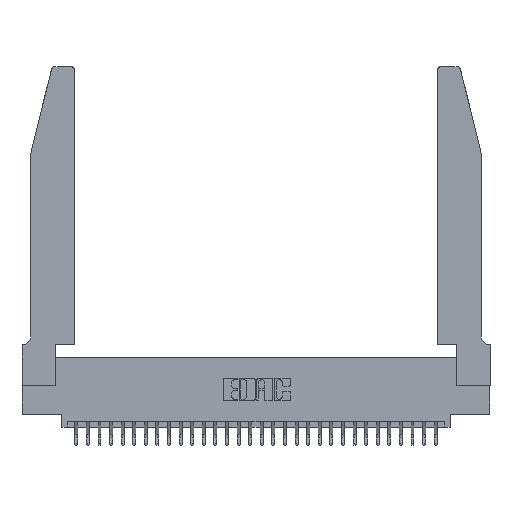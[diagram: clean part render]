
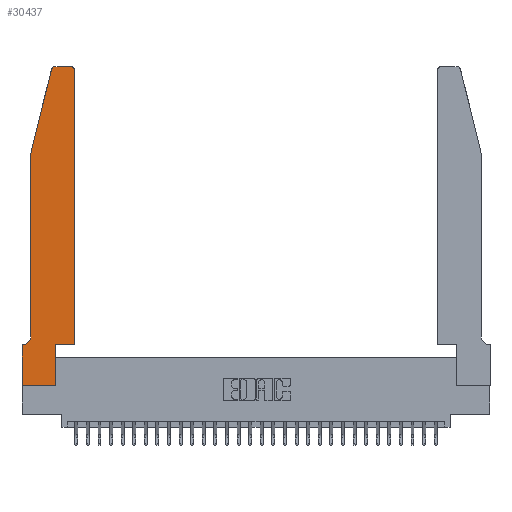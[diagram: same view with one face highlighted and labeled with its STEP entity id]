
A CAD part, top view. The second image highlights one B-rep face of the part: STEP entity #30437.
In plain terms, the highlighted planar face has unit normal (0, 0, 1).
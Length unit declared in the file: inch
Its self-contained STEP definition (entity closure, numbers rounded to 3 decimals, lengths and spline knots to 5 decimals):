
#588 = VERTEX_POINT ( 'NONE', #9198 ) ;
#1175 = VERTEX_POINT ( 'NONE', #5354 ) ;
#1274 = VERTEX_POINT ( 'NONE', #25434 ) ;
#1548 = VECTOR ( 'NONE', #4578, 39.37008 ) ;
#1716 = EDGE_CURVE ( 'NONE', #23178, #1175, #24437, .T. ) ;
#1814 = CARTESIAN_POINT ( 'NONE',  ( 0.284, 2.72, 0.37 ) ) ;
#1877 = ORIENTED_EDGE ( 'NONE', *, *, #2792, .T. ) ;
#1913 = EDGE_LOOP ( 'NONE', ( #26364, #26869, #6914, #8984, #26725, #11730, #1877, #15554, #30780, #6269, #30614, #5867 ) ) ;
#2052 = DIRECTION ( 'NONE',  ( 0., -1., 0. ) ) ;
#2705 = EDGE_CURVE ( 'NONE', #18739, #588, #24767, .T. ) ;
#2792 = EDGE_CURVE ( 'NONE', #27976, #18739, #9531, .T. ) ;
#3390 = CARTESIAN_POINT ( 'NONE',  ( 0.2865, 0.35, 0.37 ) ) ;
#3738 = CARTESIAN_POINT ( 'NONE',  ( 0.4505, 0.35, 0.37 ) ) ;
#3925 = VECTOR ( 'NONE', #19091, 39.37008 ) ;
#4270 = VERTEX_POINT ( 'NONE', #22578 ) ;
#4297 = DIRECTION ( 'NONE',  ( 1., 0., 0. ) ) ;
#4356 = CARTESIAN_POINT ( 'NONE',  ( 0.25487, 2.72718, 0.37 ) ) ;
#4578 = DIRECTION ( 'NONE',  ( -1., 0., 0. ) ) ;
#4753 = LINE ( 'NONE', #31264, #29144 ) ;
#4965 = VECTOR ( 'NONE', #10486, 39.37008 ) ;
#5302 = VECTOR ( 'NONE', #21077, 39.37008 ) ;
#5354 = CARTESIAN_POINT ( 'NONE',  ( 0.4505, 2.72, 0.37 ) ) ;
#5568 = PLANE ( 'NONE',  #10117 ) ;
#5630 = AXIS2_PLACEMENT_3D ( 'NONE', #22474, #7880, #24927 ) ;
#5867 = ORIENTED_EDGE ( 'NONE', *, *, #22594, .T. ) ;
#5868 = DIRECTION ( 'NONE',  ( 0., 1., 0. ) ) ;
#6269 = ORIENTED_EDGE ( 'NONE', *, *, #31198, .T. ) ;
#6914 = ORIENTED_EDGE ( 'NONE', *, *, #17648, .T. ) ;
#6976 = CIRCLE ( 'NONE', #8833, 0.03 ) ;
#6984 = VECTOR ( 'NONE', #5868, 39.37008 ) ;
#7089 = EDGE_CURVE ( 'NONE', #7746, #12850, #16175, .T. ) ;
#7422 = EDGE_CURVE ( 'NONE', #588, #4270, #19937, .T. ) ;
#7746 = VERTEX_POINT ( 'NONE', #11839 ) ;
#7880 = DIRECTION ( 'NONE',  ( 0., 0., -1. ) ) ;
#8032 = DIRECTION ( 'NONE',  ( 1., 0., 0. ) ) ;
#8049 = EDGE_CURVE ( 'NONE', #26231, #27976, #8870, .T. ) ;
#8272 = EDGE_CURVE ( 'NONE', #30294, #26231, #21437, .T. ) ;
#8743 = DIRECTION ( 'NONE',  ( 1., 0., 0. ) ) ;
#8833 = AXIS2_PLACEMENT_3D ( 'NONE', #1814, #18917, #4297 ) ;
#8870 = LINE ( 'NONE', #9510, #1548 ) ;
#8984 = ORIENTED_EDGE ( 'NONE', *, *, #16081, .T. ) ;
#9198 = CARTESIAN_POINT ( 'NONE',  ( 0.2865, 0., 0.37 ) ) ;
#9510 = CARTESIAN_POINT ( 'NONE',  ( 0.0755, 0.35, 0.37 ) ) ;
#9531 = LINE ( 'NONE', #30935, #28195 ) ;
#10117 = AXIS2_PLACEMENT_3D ( 'NONE', #24864, #22629, #8032 ) ;
#10486 = DIRECTION ( 'NONE',  ( 0., 1., 0. ) ) ;
#11730 = ORIENTED_EDGE ( 'NONE', *, *, #8049, .T. ) ;
#11839 = CARTESIAN_POINT ( 'NONE',  ( 0.4205, 2.75, 0.37 ) ) ;
#12850 = VERTEX_POINT ( 'NONE', #29096 ) ;
#13405 = DIRECTION ( 'NONE',  ( 0., 0., 1. ) ) ;
#15554 = ORIENTED_EDGE ( 'NONE', *, *, #2705, .T. ) ;
#16081 = EDGE_CURVE ( 'NONE', #1274, #30294, #4753, .T. ) ;
#16175 = LINE ( 'NONE', #28896, #3925 ) ;
#16881 = CARTESIAN_POINT ( 'NONE',  ( 0.0755, 2., 0.37 ) ) ;
#17648 = EDGE_CURVE ( 'NONE', #28824, #1274, #19525, .T. ) ;
#18739 = VERTEX_POINT ( 'NONE', #28206 ) ;
#18762 = VECTOR ( 'NONE', #28998, 39.37008 ) ;
#18917 = DIRECTION ( 'NONE',  ( 0., 0., 1. ) ) ;
#19091 = DIRECTION ( 'NONE',  ( -1., 0., 0. ) ) ;
#19343 = VECTOR ( 'NONE', #8743, 39.37008 ) ;
#19525 = LINE ( 'NONE', #16881, #18762 ) ;
#19937 = LINE ( 'NONE', #3390, #6984 ) ;
#21077 = DIRECTION ( 'NONE',  ( 1., 0., 0. ) ) ;
#21437 = CIRCLE ( 'NONE', #5630, 0.07 ) ;
#22280 = CARTESIAN_POINT ( 'NONE',  ( 0.4505, 0.35, 0.37 ) ) ;
#22474 = CARTESIAN_POINT ( 'NONE',  ( 0.0055, 0.42, 0.37 ) ) ;
#22578 = CARTESIAN_POINT ( 'NONE',  ( 0.2865, 0.35, 0.37 ) ) ;
#22594 = EDGE_CURVE ( 'NONE', #1175, #7746, #29203, .T. ) ;
#22629 = DIRECTION ( 'NONE',  ( 0., 0., 1. ) ) ;
#23178 = VERTEX_POINT ( 'NONE', #3738 ) ;
#23521 = CARTESIAN_POINT ( 'NONE',  ( 0., 0., 0.37 ) ) ;
#23692 = CARTESIAN_POINT ( 'NONE',  ( 0.0055, 0.35, 0.37 ) ) ;
#24437 = LINE ( 'NONE', #22280, #4965 ) ;
#24767 = LINE ( 'NONE', #23521, #5302 ) ;
#24864 = CARTESIAN_POINT ( 'NONE',  ( 0., 0.35, 0.37 ) ) ;
#24927 = DIRECTION ( 'NONE',  ( -1., 0., 0. ) ) ;
#25434 = CARTESIAN_POINT ( 'NONE',  ( 0.0755, 2., 0.37 ) ) ;
#25594 = EDGE_CURVE ( 'NONE', #12850, #28824, #6976, .T. ) ;
#25853 = LINE ( 'NONE', #28132, #19343 ) ;
#26231 = VERTEX_POINT ( 'NONE', #23692 ) ;
#26364 = ORIENTED_EDGE ( 'NONE', *, *, #7089, .T. ) ;
#26725 = ORIENTED_EDGE ( 'NONE', *, *, #8272, .T. ) ;
#26869 = ORIENTED_EDGE ( 'NONE', *, *, #25594, .T. ) ;
#27011 = CARTESIAN_POINT ( 'NONE',  ( 0.0755, 0.42, 0.37 ) ) ;
#27534 = CARTESIAN_POINT ( 'NONE',  ( 0., 0.35, 0.37 ) ) ;
#27795 = FACE_OUTER_BOUND ( 'NONE', #1913, .T. ) ;
#27976 = VERTEX_POINT ( 'NONE', #27534 ) ;
#27993 = CARTESIAN_POINT ( 'NONE',  ( 0.4205, 2.72, 0.37 ) ) ;
#28132 = CARTESIAN_POINT ( 'NONE',  ( 0.4505, 0.35, 0.37 ) ) ;
#28195 = VECTOR ( 'NONE', #31040, 39.37008 ) ;
#28206 = CARTESIAN_POINT ( 'NONE',  ( 0., 0., 0.37 ) ) ;
#28824 = VERTEX_POINT ( 'NONE', #4356 ) ;
#28896 = CARTESIAN_POINT ( 'NONE',  ( 0.2605, 2.75, 0.37 ) ) ;
#28998 = DIRECTION ( 'NONE',  ( -0.239, -0.971, 0. ) ) ;
#29096 = CARTESIAN_POINT ( 'NONE',  ( 0.284, 2.75, 0.37 ) ) ;
#29144 = VECTOR ( 'NONE', #2052, 39.37008 ) ;
#29203 = CIRCLE ( 'NONE', #30754, 0.03 ) ;
#30294 = VERTEX_POINT ( 'NONE', #27011 ) ;
#30407 = DIRECTION ( 'NONE',  ( 1., 0., 0. ) ) ;
#30437 = ADVANCED_FACE ( 'NONE', ( #27795 ), #5568, .T. ) ;
#30614 = ORIENTED_EDGE ( 'NONE', *, *, #1716, .T. ) ;
#30754 = AXIS2_PLACEMENT_3D ( 'NONE', #27993, #13405, #30407 ) ;
#30780 = ORIENTED_EDGE ( 'NONE', *, *, #7422, .T. ) ;
#30935 = CARTESIAN_POINT ( 'NONE',  ( 0., 0., 0.37 ) ) ;
#31040 = DIRECTION ( 'NONE',  ( 0., -1., 0. ) ) ;
#31198 = EDGE_CURVE ( 'NONE', #4270, #23178, #25853, .T. ) ;
#31264 = CARTESIAN_POINT ( 'NONE',  ( 0.0755, 2., 0.37 ) ) ;
